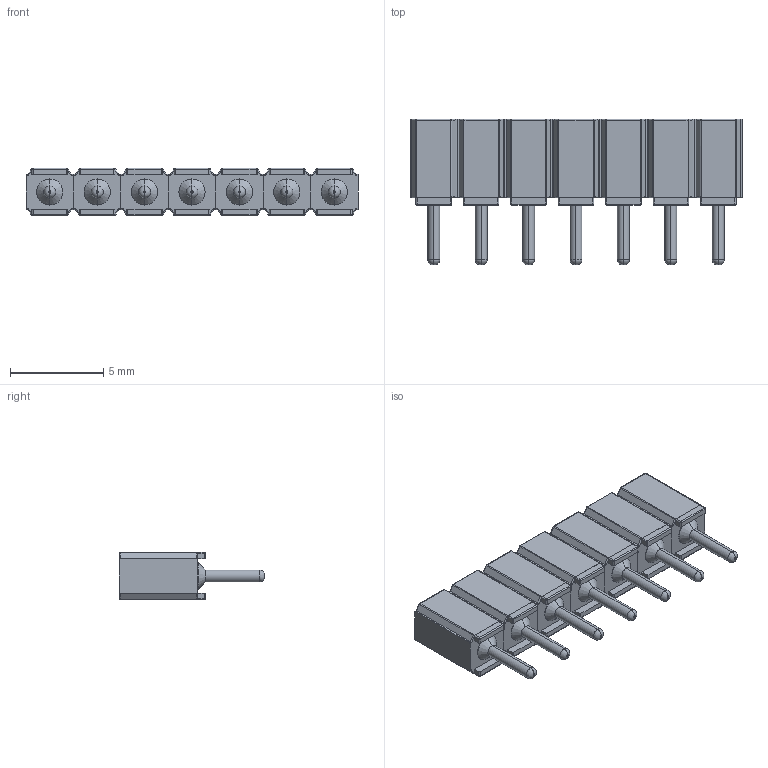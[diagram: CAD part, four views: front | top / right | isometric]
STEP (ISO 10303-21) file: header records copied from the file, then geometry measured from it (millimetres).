
FILE_DESCRIPTION (( 'STEP AP214' ), '1' );
FILE_NAME ('801-xx-007-10-012000.STEP', '2018-08-07T13:04:38', ( '' ), ( '' ), 'SwSTEP 2.0', 'SolidWorks 2014', '' );
FILE_SCHEMA (( 'AUTOMOTIVE_DESIGN' ));
Length unit declared in the file: millimetre
Products named in the file (1): 801-xx-007-10-012000
Bounding box: 17.78 x 7.78 x 2.54 mm (x, y, z)
Volume: 184.4 mm3; surface area: 519.6 mm2
Topology: 21 solids, 28 shells, 672 faces, 1512 edges, 868 vertices
Faces by surface type: cylinder 322, plane 224, sphere 56, cone 42, torus 28
Entity records: 18264 total; most frequent: CARTESIAN_POINT 3333, DIRECTION 3250, ORIENTED_EDGE 2912, EDGE_CURVE 1456, AXIS2_PLACEMENT_3D 1233, VERTEX_POINT 868, LINE 784, VECTOR 784
